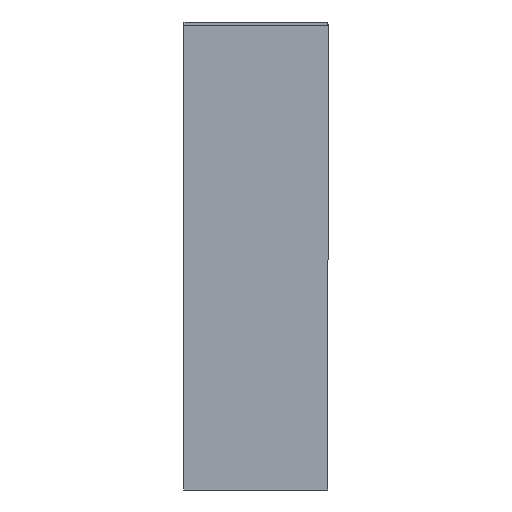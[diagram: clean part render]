
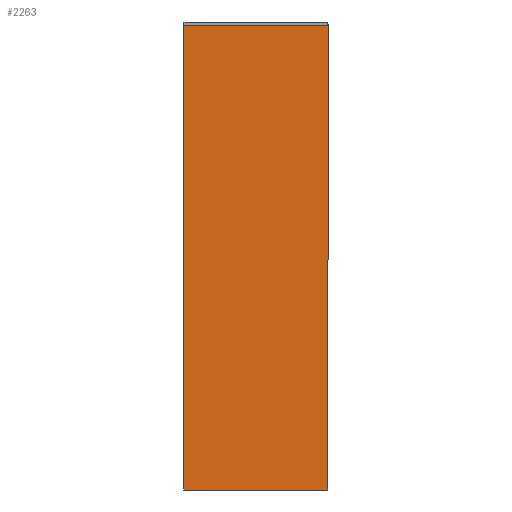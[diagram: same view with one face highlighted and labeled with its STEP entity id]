
A CAD part, left-side view. The second image highlights one B-rep face of the part: STEP entity #2263.
In plain terms, the highlighted planar face has unit normal (-1, 0, 0).
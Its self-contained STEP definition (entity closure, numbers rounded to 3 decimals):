
#207 = CARTESIAN_POINT ( 'NONE',  ( 92., -31., -198.49 ) ) ;
#250 = EDGE_CURVE ( 'NONE', #254, #325, #1782, .T. ) ;
#254 = VERTEX_POINT ( 'NONE', #2506 ) ;
#318 = CARTESIAN_POINT ( 'NONE',  ( 92., 31., -0.01 ) ) ;
#319 = DIRECTION ( 'NONE',  ( 0., 0., -1. ) ) ;
#325 = VERTEX_POINT ( 'NONE', #742 ) ;
#368 = VECTOR ( 'NONE', #2212, 1000. ) ;
#370 = LINE ( 'NONE', #2248, #368 ) ;
#410 = DIRECTION ( 'NONE',  ( 1., 0., 0. ) ) ;
#433 = DIRECTION ( 'NONE',  ( 0., 0., -1. ) ) ;
#685 = FACE_OUTER_BOUND ( 'NONE', #2405, .T. ) ;
#700 = CARTESIAN_POINT ( 'NONE',  ( 92., 31., -198.49 ) ) ;
#742 = CARTESIAN_POINT ( 'NONE',  ( 92., -31., -0.01 ) ) ;
#832 = PLANE ( 'NONE',  #2585 ) ;
#871 = LINE ( 'NONE', #207, #874 ) ;
#874 = VECTOR ( 'NONE', #319, 1000. ) ;
#1423 = ORIENTED_EDGE ( 'NONE', *, *, #1968, .F. ) ;
#1525 = ORIENTED_EDGE ( 'NONE', *, *, #250, .F. ) ;
#1648 = ORIENTED_EDGE ( 'NONE', *, *, #3086, .F. ) ;
#1777 = VECTOR ( 'NONE', #2933, 1000. ) ;
#1782 = LINE ( 'NONE', #318, #1777 ) ;
#1891 = ORIENTED_EDGE ( 'NONE', *, *, #2655, .F. ) ;
#1962 = VERTEX_POINT ( 'NONE', #3043 ) ;
#1968 = EDGE_CURVE ( 'NONE', #325, #2046, #871, .T. ) ;
#2046 = VERTEX_POINT ( 'NONE', #2241 ) ;
#2212 = DIRECTION ( 'NONE',  ( 0., 1., 0. ) ) ;
#2241 = CARTESIAN_POINT ( 'NONE',  ( 92., -31., -200. ) ) ;
#2248 = CARTESIAN_POINT ( 'NONE',  ( 92., -33.135, -200. ) ) ;
#2263 = ADVANCED_FACE ( 'NONE', ( #685 ), #832, .F. ) ;
#2339 = VECTOR ( 'NONE', #3061, 1000. ) ;
#2352 = LINE ( 'NONE', #2849, #2339 ) ;
#2405 = EDGE_LOOP ( 'NONE', ( #1423, #1525, #1648, #1891 ) ) ;
#2506 = CARTESIAN_POINT ( 'NONE',  ( 92., 31., -0.01 ) ) ;
#2585 = AXIS2_PLACEMENT_3D ( 'NONE', #700, #410, #433 ) ;
#2655 = EDGE_CURVE ( 'NONE', #2046, #1962, #370, .T. ) ;
#2849 = CARTESIAN_POINT ( 'NONE',  ( 92., 31., -198.49 ) ) ;
#2933 = DIRECTION ( 'NONE',  ( 0., -1., 0. ) ) ;
#3043 = CARTESIAN_POINT ( 'NONE',  ( 92., 31., -200. ) ) ;
#3061 = DIRECTION ( 'NONE',  ( 0., 0., 1. ) ) ;
#3086 = EDGE_CURVE ( 'NONE', #1962, #254, #2352, .T. ) ;
